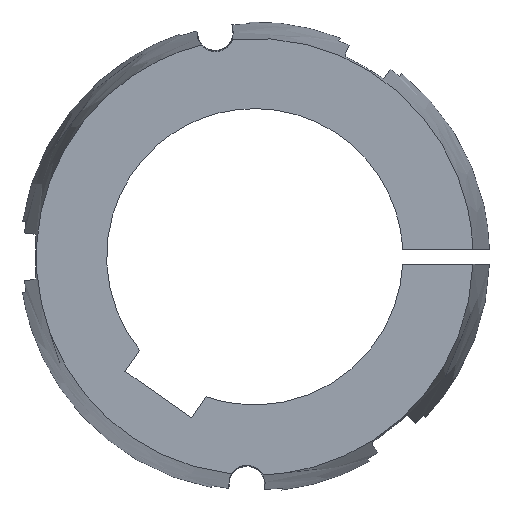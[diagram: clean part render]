
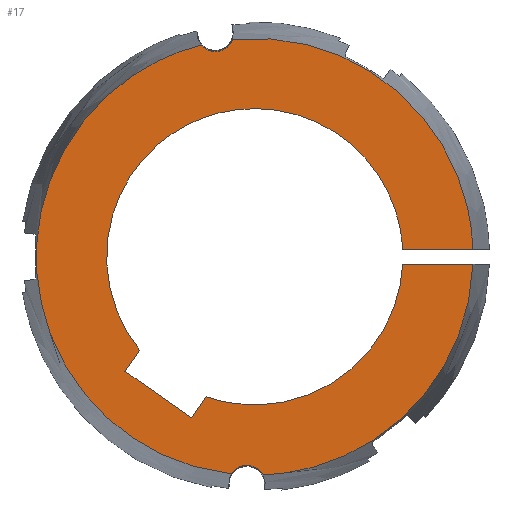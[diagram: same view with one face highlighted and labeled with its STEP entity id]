
A CAD part, left-side view. The second image highlights one B-rep face of the part: STEP entity #17.
In plain terms, the highlighted free-form (B-spline) face has degree [1, 1] with [2, 2] control points.
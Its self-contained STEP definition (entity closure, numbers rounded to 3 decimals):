
#17 = ADVANCED_FACE('',(#18),#115,.T.);
#18 = FACE_BOUND('',#19,.T.);
#19 = EDGE_LOOP('',(#20,#32,#40,#48,#55,#63,#70,#77,#84,#94,#101,#109));
#20 = ORIENTED_EDGE('',*,*,#21,.F.);
#21 = EDGE_CURVE('',#22,#24,#26,.T.);
#22 = VERTEX_POINT('',#23);
#23 = CARTESIAN_POINT('',(0.,8.479,-78.247));
#24 = VERTEX_POINT('',#25);
#25 = CARTESIAN_POINT('',(0.,19.287,76.305));
#26 = ( BOUNDED_CURVE() B_SPLINE_CURVE(2,(#27,#28,#29,#30,#31),
.UNSPECIFIED.,.F.,.F.) B_SPLINE_CURVE_WITH_KNOTS((3,2,3),(0.108
,1.501,2.894),.PIECEWISE_BEZIER_KNOTS.) CURVE() 
GEOMETRIC_REPRESENTATION_ITEM() RATIONAL_B_SPLINE_CURVE((1.,
0.767,1.,0.767,1.)) REPRESENTATION_ITEM('') );
#27 = CARTESIAN_POINT('',(0.,8.479,-78.247));
#28 = CARTESIAN_POINT('',(0.,73.922,-71.155));
#29 = CARTESIAN_POINT('',(0.,78.513,-5.49));
#30 = CARTESIAN_POINT('',(0.,83.105,60.175));
#31 = CARTESIAN_POINT('',(0.,19.287,76.305));
#32 = ORIENTED_EDGE('',*,*,#33,.F.);
#33 = EDGE_CURVE('',#34,#22,#36,.T.);
#34 = VERTEX_POINT('',#35);
#35 = CARTESIAN_POINT('',(0.,-3.,-78.648));
#36 = ( BOUNDED_CURVE() B_SPLINE_CURVE(2,(#37,#38,#39),.UNSPECIFIED.,.F.
,.F.) B_SPLINE_CURVE_WITH_KNOTS((3,3),(5.21,7.286),
.PIECEWISE_BEZIER_KNOTS.) CURVE() GEOMETRIC_REPRESENTATION_ITEM() 
RATIONAL_B_SPLINE_CURVE((1.,0.508,1.)) REPRESENTATION_ITEM('') 
  );
#37 = CARTESIAN_POINT('',(0.,-3.,-78.648));
#38 = CARTESIAN_POINT('',(0.,2.4,-68.716));
#39 = CARTESIAN_POINT('',(0.,8.479,-78.247));
#40 = ORIENTED_EDGE('',*,*,#41,.F.);
#41 = EDGE_CURVE('',#42,#34,#44,.T.);
#42 = VERTEX_POINT('',#43);
#43 = CARTESIAN_POINT('',(0.,-78.66,-2.67));
#44 = ( BOUNDED_CURVE() B_SPLINE_CURVE(2,(#45,#46,#47),.UNSPECIFIED.,.F.
,.F.) B_SPLINE_CURVE_WITH_KNOTS((3,3),(4.746,6.245),
.PIECEWISE_BEZIER_KNOTS.) CURVE() GEOMETRIC_REPRESENTATION_ITEM() 
RATIONAL_B_SPLINE_CURVE((1.,0.732,1.)) REPRESENTATION_ITEM('') 
  );
#45 = CARTESIAN_POINT('',(0.,-78.66,-2.67));
#46 = CARTESIAN_POINT('',(0.,-76.176,-75.856));
#47 = CARTESIAN_POINT('',(0.,-3.,-78.648));
#48 = ORIENTED_EDGE('',*,*,#49,.T.);
#49 = EDGE_CURVE('',#42,#50,#52,.T.);
#50 = VERTEX_POINT('',#51);
#51 = CARTESIAN_POINT('',(0.,-53.329,-2.67));
#52 = B_SPLINE_CURVE_WITH_KNOTS('',1,(#53,#54),.UNSPECIFIED.,.F.,.F.,(2,
    2),(63.754,82.73),.PIECEWISE_BEZIER_KNOTS.);
#53 = CARTESIAN_POINT('',(0.,-78.66,-2.67));
#54 = CARTESIAN_POINT('',(0.,-53.329,-2.67));
#55 = ORIENTED_EDGE('',*,*,#56,.T.);
#56 = EDGE_CURVE('',#50,#57,#59,.T.);
#57 = VERTEX_POINT('',#58);
#58 = CARTESIAN_POINT('',(0.,17.417,-50.475));
#59 = ( BOUNDED_CURVE() B_SPLINE_CURVE(2,(#60,#61,#62),.UNSPECIFIED.,.F.
,.F.) B_SPLINE_CURVE_WITH_KNOTS((3,3),(4.762,6.615),
.PIECEWISE_BEZIER_KNOTS.) CURVE() GEOMETRIC_REPRESENTATION_ITEM() 
RATIONAL_B_SPLINE_CURVE((1.,0.601,1.)) REPRESENTATION_ITEM('') 
  );
#60 = CARTESIAN_POINT('',(0.,-53.329,-2.67));
#61 = CARTESIAN_POINT('',(0.,-49.775,-73.661));
#62 = CARTESIAN_POINT('',(0.,17.417,-50.475));
#63 = ORIENTED_EDGE('',*,*,#64,.T.);
#64 = EDGE_CURVE('',#57,#65,#67,.T.);
#65 = VERTEX_POINT('',#66);
#66 = CARTESIAN_POINT('',(0.,22.733,-58.066));
#67 = B_SPLINE_CURVE_WITH_KNOTS('',1,(#68,#69),.UNSPECIFIED.,.F.,.F.,(2,
    2),(38.458,45.4),.PIECEWISE_BEZIER_KNOTS.);
#68 = CARTESIAN_POINT('',(0.,17.417,-50.475));
#69 = CARTESIAN_POINT('',(0.,22.733,-58.066));
#70 = ORIENTED_EDGE('',*,*,#71,.T.);
#71 = EDGE_CURVE('',#65,#72,#74,.T.);
#72 = VERTEX_POINT('',#73);
#73 = CARTESIAN_POINT('',(0.,46.79,-41.222));
#74 = B_SPLINE_CURVE_WITH_KNOTS('',1,(#75,#76),.UNSPECIFIED.,.F.,.F.,(2,
    2),(0.,22.),.PIECEWISE_BEZIER_KNOTS.);
#75 = CARTESIAN_POINT('',(0.,22.733,-58.066));
#76 = CARTESIAN_POINT('',(0.,46.79,-41.222));
#77 = ORIENTED_EDGE('',*,*,#78,.T.);
#78 = EDGE_CURVE('',#72,#79,#81,.T.);
#79 = VERTEX_POINT('',#80);
#80 = CARTESIAN_POINT('',(0.,41.474,-33.631));
#81 = B_SPLINE_CURVE_WITH_KNOTS('',1,(#82,#83),.UNSPECIFIED.,.F.,.F.,(2,
    2),(0.,6.942),.PIECEWISE_BEZIER_KNOTS.);
#82 = CARTESIAN_POINT('',(0.,46.79,-41.222));
#83 = CARTESIAN_POINT('',(0.,41.474,-33.631));
#84 = ORIENTED_EDGE('',*,*,#85,.T.);
#85 = EDGE_CURVE('',#79,#86,#88,.T.);
#86 = VERTEX_POINT('',#87);
#87 = CARTESIAN_POINT('',(0.,-53.329,2.67));
#88 = ( BOUNDED_CURVE() B_SPLINE_CURVE(2,(#89,#90,#91,#92,#93),
.UNSPECIFIED.,.F.,.F.) B_SPLINE_CURVE_WITH_KNOTS((3,2,3),(0.889,
2.776,4.662),.PIECEWISE_BEZIER_KNOTS.) CURVE() 
GEOMETRIC_REPRESENTATION_ITEM() RATIONAL_B_SPLINE_CURVE((1.,
0.587,1.,0.587,1.)) REPRESENTATION_ITEM('') );
#89 = CARTESIAN_POINT('',(0.,41.474,-33.631));
#90 = CARTESIAN_POINT('',(0.,87.836,23.544));
#91 = CARTESIAN_POINT('',(0.,19.094,49.865));
#92 = CARTESIAN_POINT('',(0.,-49.649,76.187));
#93 = CARTESIAN_POINT('',(0.,-53.329,2.67));
#94 = ORIENTED_EDGE('',*,*,#95,.T.);
#95 = EDGE_CURVE('',#86,#96,#98,.T.);
#96 = VERTEX_POINT('',#97);
#97 = CARTESIAN_POINT('',(0.,-78.66,2.67));
#98 = B_SPLINE_CURVE_WITH_KNOTS('',1,(#99,#100),.UNSPECIFIED.,.F.,.F.,(2
    ,2),(39.95,58.926),.PIECEWISE_BEZIER_KNOTS.);
#99 = CARTESIAN_POINT('',(0.,-53.329,2.67));
#100 = CARTESIAN_POINT('',(0.,-78.66,2.67));
#101 = ORIENTED_EDGE('',*,*,#102,.F.);
#102 = EDGE_CURVE('',#103,#96,#105,.T.);
#103 = VERTEX_POINT('',#104);
#104 = CARTESIAN_POINT('',(0.,7.975,78.3));
#105 = ( BOUNDED_CURVE() B_SPLINE_CURVE(2,(#106,#107,#108),
.UNSPECIFIED.,.F.,.F.) B_SPLINE_CURVE_WITH_KNOTS((3,3),(3.04,
4.678),.PIECEWISE_BEZIER_KNOTS.) CURVE() 
GEOMETRIC_REPRESENTATION_ITEM() RATIONAL_B_SPLINE_CURVE((1.,
0.683,1.)) REPRESENTATION_ITEM('') );
#106 = CARTESIAN_POINT('',(0.,7.975,78.3));
#107 = CARTESIAN_POINT('',(0.,-75.803,86.832));
#108 = CARTESIAN_POINT('',(0.,-78.66,2.67));
#109 = ORIENTED_EDGE('',*,*,#110,.F.);
#110 = EDGE_CURVE('',#24,#103,#111,.T.);
#111 = ( BOUNDED_CURVE() B_SPLINE_CURVE(2,(#112,#113,#114),
.UNSPECIFIED.,.F.,.F.) B_SPLINE_CURVE_WITH_KNOTS((3,3),(2.278,
4.354),.PIECEWISE_BEZIER_KNOTS.) CURVE() 
GEOMETRIC_REPRESENTATION_ITEM() RATIONAL_B_SPLINE_CURVE((1.,
0.508,1.)) REPRESENTATION_ITEM('') );
#112 = CARTESIAN_POINT('',(0.,19.287,76.305));
#113 = CARTESIAN_POINT('',(0.,11.94,67.713));
#114 = CARTESIAN_POINT('',(0.,7.975,78.3));
#115 = B_SPLINE_SURFACE_WITH_KNOTS('',1,1,(
    (#116,#117)
    ,(#118,#119
    )),.UNSPECIFIED.,.F.,.F.,.F.,(2,2),(2,2),(-58.917,
    58.96),(-181.606,-63.72),
  .PIECEWISE_BEZIER_KNOTS.);
#116 = CARTESIAN_POINT('',(0.,-78.66,-78.648));
#117 = CARTESIAN_POINT('',(0.,78.705,-78.648));
#118 = CARTESIAN_POINT('',(0.,-78.66,78.705));
#119 = CARTESIAN_POINT('',(0.,78.705,78.705));
